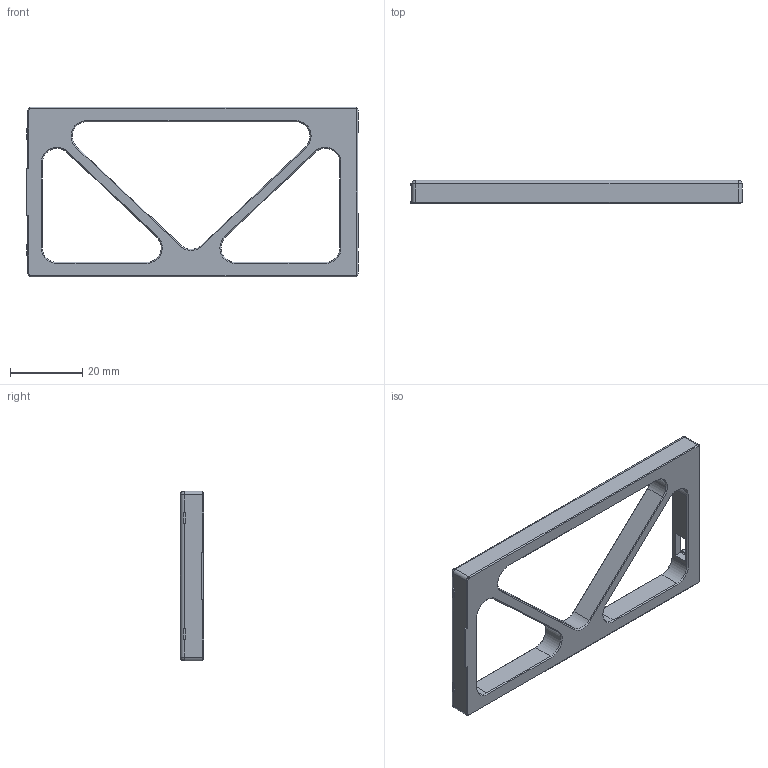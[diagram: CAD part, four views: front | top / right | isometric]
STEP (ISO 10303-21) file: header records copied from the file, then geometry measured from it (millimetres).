
FILE_DESCRIPTION((''),'2;1');
FILE_NAME('FP4_BATTERY_DUMMY','2022-02-06T18:03:38',('andre'),(''),'CREO PARAMETRIC BY PTC INC, 2018050','CREO PARAMETRIC BY PTC INC, 2018050','');
FILE_SCHEMA(('CONFIG_CONTROL_DESIGN'));
Length unit declared in the file: millimetre
Products named in the file (1): FP4_BATTERY_DUMMY
Bounding box: 91.6 x 6.4 x 46.8 mm (x, y, z)
Volume: 9498.6 mm3; surface area: 7042 mm2
Topology: 1 solids, 1 shells, 124 faces, 303 edges, 182 vertices
Faces by surface type: plane 78, cone 24, cylinder 18, sphere 4
Entity records: 3605 total; most frequent: DIRECTION 615, CARTESIAN_POINT 609, ORIENTED_EDGE 606, EDGE_CURVE 303, VECTOR 239, LINE 239, AXIS2_PLACEMENT_3D 188, VERTEX_POINT 182
